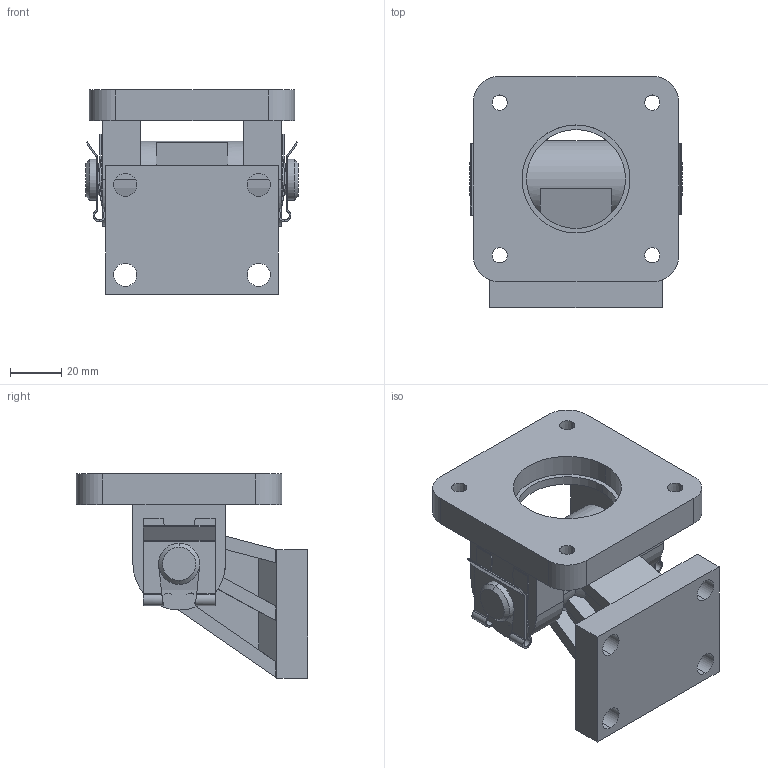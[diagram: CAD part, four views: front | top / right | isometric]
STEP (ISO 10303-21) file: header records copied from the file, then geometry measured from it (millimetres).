
FILE_DESCRIPTION (( 'STEP AP214' ), '1' );
FILE_NAME ('63 EYB.STEP', '2013-12-12T13:22:41', ( '' ), ( '' ), 'SwSTEP 2.0', 'SolidWorks 2010', '' );
FILE_SCHEMA (( 'AUTOMOTIVE_DESIGN' ));
Length unit declared in the file: millimetre
Products named in the file (5): 63  EYB; ÇAP 63 YER BAÐ. (CFM); 63  KLÝPS; 63  EB  P軲輄Varsay齦an; 63  EB  
Assembly tree (5 placements, depth 2):
  63  EYB
    63  KLÝPS  x2
    63  EB  P軲輄Varsay齦an
    ÇAP 63 YER BAÐ. (CFM)
    63  EB  
Bounding box: 82.5 x 90 x 79.5 mm (x, y, z)
Volume: 193346.2 mm3; surface area: 55665.4 mm2
Topology: 5 solids, 5 shells, 250 faces, 690 edges, 457 vertices
Faces by surface type: plane 134, cylinder 99, cone 17
Entity records: 6033 total; most frequent: CARTESIAN_POINT 1111, DIRECTION 1005, ORIENTED_EDGE 984, EDGE_CURVE 492, AXIS2_PLACEMENT_3D 355, VERTEX_POINT 325, LINE 295, VECTOR 295
